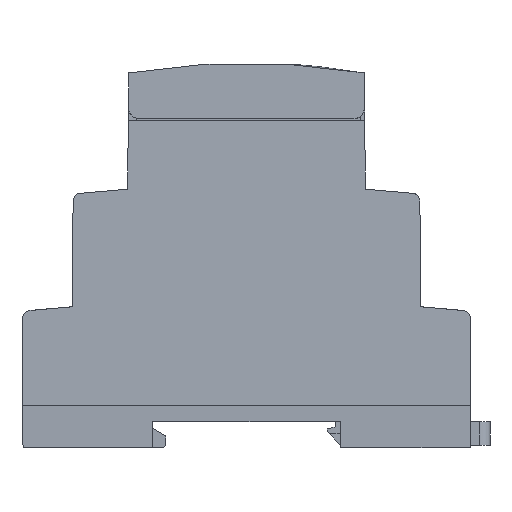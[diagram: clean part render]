
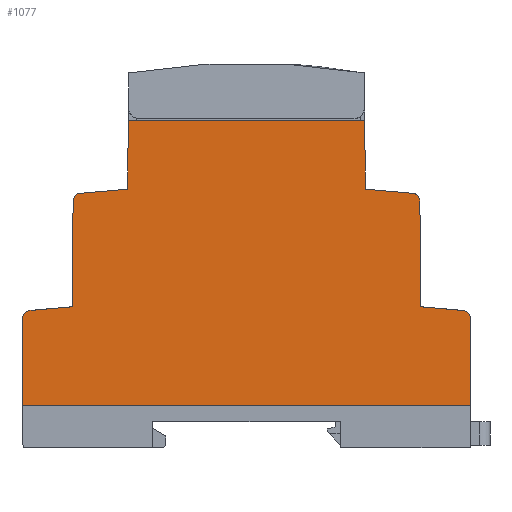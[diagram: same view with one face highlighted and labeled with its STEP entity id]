
A CAD part, left-side view. The second image highlights one B-rep face of the part: STEP entity #1077.
In plain terms, the highlighted planar face has unit normal (-1, 0, 0.009).
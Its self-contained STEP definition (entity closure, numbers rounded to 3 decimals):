
#778=FACE_OUTER_BOUND('',#2639,.T.);
#1077=ADVANCED_FACE('',(#778),#1349,.F.);
#1349=PLANE('',#6111);
#1538=LINE('',#7989,#2003);
#1546=LINE('',#8005,#2011);
#1657=LINE('',#8335,#2122);
#1659=LINE('',#8405,#2124);
#1660=LINE('',#8451,#2125);
#1664=LINE('',#8458,#2129);
#1683=LINE('',#8635,#2148);
#1685=LINE('',#8639,#2150);
#1686=LINE('',#8695,#2151);
#1695=LINE('',#8769,#2160);
#1712=LINE('',#8803,#2177);
#1791=LINE('',#9290,#2256);
#2003=VECTOR('',#6371,1.);
#2011=VECTOR('',#6381,1.);
#2122=VECTOR('',#6622,1.);
#2124=VECTOR('',#6630,1.);
#2125=VECTOR('',#6633,1.);
#2129=VECTOR('',#6639,1.);
#2148=VECTOR('',#6674,1.);
#2150=VECTOR('',#6678,1.);
#2151=VECTOR('',#6681,1.);
#2160=VECTOR('',#6696,1.);
#2177=VECTOR('',#6715,1.);
#2256=VECTOR('',#6946,1.);
#2426=ELLIPSE('',#6001,1.5,1.5);
#2427=ELLIPSE('',#6004,1.5,1.5);
#2428=ELLIPSE('',#6007,1.5,1.5);
#2431=ELLIPSE('',#6022,1.5,1.5);
#2639=EDGE_LOOP('',(#3629,#3630,#3631,#3632,#3633,#3634,#3635,#3636,#3637,
#3638,#3639,#3640,#3641,#3642,#3643,#3644));
#3629=ORIENTED_EDGE('',*,*,#5237,.T.);
#3630=ORIENTED_EDGE('',*,*,#5246,.T.);
#3631=ORIENTED_EDGE('',*,*,#5019,.T.);
#3632=ORIENTED_EDGE('',*,*,#5263,.T.);
#3633=ORIENTED_EDGE('',*,*,#5181,.T.);
#3634=ORIENTED_EDGE('',*,*,#5187,.T.);
#3635=ORIENTED_EDGE('',*,*,#5192,.T.);
#3636=ORIENTED_EDGE('',*,*,#5174,.T.);
#3637=ORIENTED_EDGE('',*,*,#5176,.T.);
#3638=ORIENTED_EDGE('',*,*,#5196,.T.);
#3639=ORIENTED_EDGE('',*,*,#5384,.T.);
#3640=ORIENTED_EDGE('',*,*,#5011,.T.);
#3641=ORIENTED_EDGE('',*,*,#5221,.T.);
#3642=ORIENTED_EDGE('',*,*,#5167,.T.);
#3643=ORIENTED_EDGE('',*,*,#5223,.T.);
#3644=ORIENTED_EDGE('',*,*,#5230,.T.);
#4491=VERTEX_POINT('',#7988);
#4492=VERTEX_POINT('',#7990);
#4497=VERTEX_POINT('',#8002);
#4498=VERTEX_POINT('',#8004);
#4611=VERTEX_POINT('',#8289);
#4614=VERTEX_POINT('',#8304);
#4617=VERTEX_POINT('',#8316);
#4619=VERTEX_POINT('',#8330);
#4620=VERTEX_POINT('',#8334);
#4621=VERTEX_POINT('',#8341);
#4624=VERTEX_POINT('',#8356);
#4629=VERTEX_POINT('',#8404);
#4635=VERTEX_POINT('',#8457);
#4654=VERTEX_POINT('',#8638);
#4660=VERTEX_POINT('',#8694);
#4666=VERTEX_POINT('',#8750);
#5011=EDGE_CURVE('',#4492,#4491,#1538,.T.);
#5019=EDGE_CURVE('',#4497,#4498,#1546,.T.);
#5167=EDGE_CURVE('',#4611,#4614,#2426,.T.);
#5174=EDGE_CURVE('',#4617,#4619,#2427,.T.);
#5176=EDGE_CURVE('',#4619,#4620,#1657,.T.);
#5181=EDGE_CURVE('',#4621,#4624,#2428,.T.);
#5187=EDGE_CURVE('',#4624,#4629,#1659,.T.);
#5192=EDGE_CURVE('',#4629,#4617,#1660,.T.);
#5196=EDGE_CURVE('',#4620,#4635,#1664,.T.);
#5221=EDGE_CURVE('',#4491,#4611,#1683,.T.);
#5223=EDGE_CURVE('',#4614,#4654,#1685,.T.);
#5230=EDGE_CURVE('',#4654,#4660,#1686,.T.);
#5237=EDGE_CURVE('',#4660,#4666,#2431,.T.);
#5246=EDGE_CURVE('',#4666,#4497,#1695,.T.);
#5263=EDGE_CURVE('',#4498,#4621,#1712,.T.);
#5384=EDGE_CURVE('',#4635,#4492,#1791,.T.);
#6001=AXIS2_PLACEMENT_3D('',#8305,#6609,#6610);
#6004=AXIS2_PLACEMENT_3D('',#8331,#6617,#6618);
#6007=AXIS2_PLACEMENT_3D('',#8357,#6625,#6626);
#6022=AXIS2_PLACEMENT_3D('',#8751,#6684,#6685);
#6111=AXIS2_PLACEMENT_3D('',#9376,#6972,#6973);
#6371=DIRECTION('',(-0.009,0.009,-1.));
#6381=DIRECTION('',(0.,-1.,0.));
#6609=DIRECTION('',(-1.,0.,0.009));
#6610=DIRECTION('',(0.009,0.,1.));
#6617=DIRECTION('',(-1.,0.,0.009));
#6618=DIRECTION('',(-0.009,0.,-1.));
#6622=DIRECTION('',(0.001,0.996,0.087));
#6625=DIRECTION('',(-1.,0.,0.009));
#6626=DIRECTION('',(0.009,0.,1.));
#6630=DIRECTION('',(0.001,0.996,0.087));
#6633=DIRECTION('',(0.009,0.009,1.));
#6639=DIRECTION('',(0.009,0.009,1.));
#6674=DIRECTION('',(-0.001,0.996,-0.087));
#6678=DIRECTION('',(-0.009,0.009,-1.));
#6681=DIRECTION('',(-0.001,0.996,-0.087));
#6684=DIRECTION('',(-1.,0.,0.009));
#6685=DIRECTION('',(0.009,0.,1.));
#6696=DIRECTION('',(-0.009,0.009,-1.));
#6715=DIRECTION('',(0.009,0.009,1.));
#6946=DIRECTION('',(0.,1.,0.));
#6972=DIRECTION('',(1.,0.,-0.009));
#6973=DIRECTION('',(0.,-1.,0.));
#7988=CARTESIAN_POINT('',(0.358,68.6,48.996));
#7989=CARTESIAN_POINT('',(0.358,68.6,48.973));
#7990=CARTESIAN_POINT('',(0.471,68.487,62.));
#8002=CARTESIAN_POINT('',(0.,88.6,8.));
#8004=CARTESIAN_POINT('',(0.,3.6,8.));
#8005=CARTESIAN_POINT('',(0.,88.1,8.));
#8289=CARTESIAN_POINT('',(0.351,77.556,48.213));
#8304=CARTESIAN_POINT('',(0.338,78.926,46.731));
#8305=CARTESIAN_POINT('',(0.338,77.426,46.718));
#8316=CARTESIAN_POINT('',(0.338,13.274,46.731));
#8330=CARTESIAN_POINT('',(0.351,14.644,48.213));
#8331=CARTESIAN_POINT('',(0.338,14.774,46.718));
#8334=CARTESIAN_POINT('',(0.358,23.6,48.996));
#8335=CARTESIAN_POINT('',(0.339,-1.118,46.834));
#8341=CARTESIAN_POINT('',(0.144,3.744,24.558));
#8356=CARTESIAN_POINT('',(0.157,5.114,26.039));
#8357=CARTESIAN_POINT('',(0.144,5.244,24.545));
#8404=CARTESIAN_POINT('',(0.164,13.1,26.738));
#8405=CARTESIAN_POINT('',(0.154,0.735,25.656));
#8451=CARTESIAN_POINT('',(-0.001,12.936,7.907));
#8457=CARTESIAN_POINT('',(0.471,23.713,62.));
#8458=CARTESIAN_POINT('',(0.358,23.6,48.982));
#8635=CARTESIAN_POINT('',(0.358,68.573,48.999));
#8638=CARTESIAN_POINT('',(0.164,79.1,26.738));
#8639=CARTESIAN_POINT('',(0.166,79.097,27.06));
#8694=CARTESIAN_POINT('',(0.157,87.086,26.039));
#8695=CARTESIAN_POINT('',(0.166,76.103,27.));
#8750=CARTESIAN_POINT('',(0.144,88.456,24.558));
#8751=CARTESIAN_POINT('',(0.144,86.956,24.545));
#8769=CARTESIAN_POINT('',(0.,88.6,7.98));
#8803=CARTESIAN_POINT('',(0.,3.6,7.988));
#9290=CARTESIAN_POINT('',(0.471,24.213,62.));
#9376=CARTESIAN_POINT('',(0.,2.279,8.));
